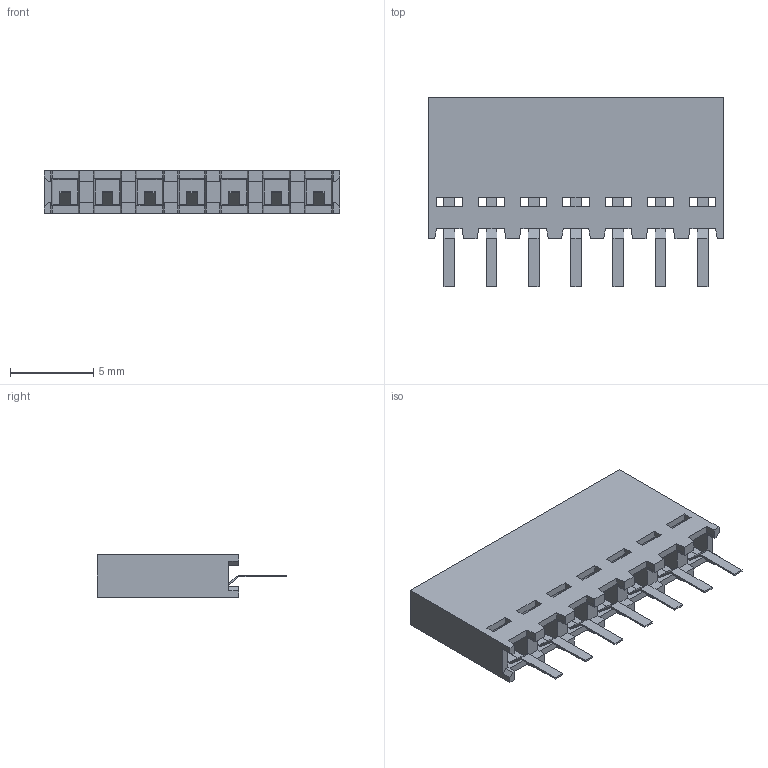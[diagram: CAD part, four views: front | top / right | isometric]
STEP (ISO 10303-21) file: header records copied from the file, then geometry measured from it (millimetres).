
FILE_DESCRIPTION((''),'2;1');
FILE_NAME('901471107','2014-04-10T',('me'),(''),'PRO/ENGINEER BY PARAMETRIC TECHNOLOGY CORPORATION, 2011490','PRO/ENGINEER BY PARAMETRIC TECHNOLOGY CORPORATION, 2011490','');
FILE_SCHEMA(('CONFIG_CONTROL_DESIGN'));
Length unit declared in the file: millimetre
Products named in the file (1): 901471107
Bounding box: 17.78 x 11.4 x 2.54 mm (x, y, z)
Volume: 306.8 mm3; surface area: 604.6 mm2
Topology: 1 solids, 1 shells, 334 faces, 1003 edges, 654 vertices
Faces by surface type: plane 334
Entity records: 11085 total; most frequent: CARTESIAN_POINT 1978, ORIENTED_EDGE 1978, DIRECTION 1687, VECTOR 989, LINE 989, EDGE_CURVE 989, VERTEX_POINT 640, EDGE_LOOP 359
